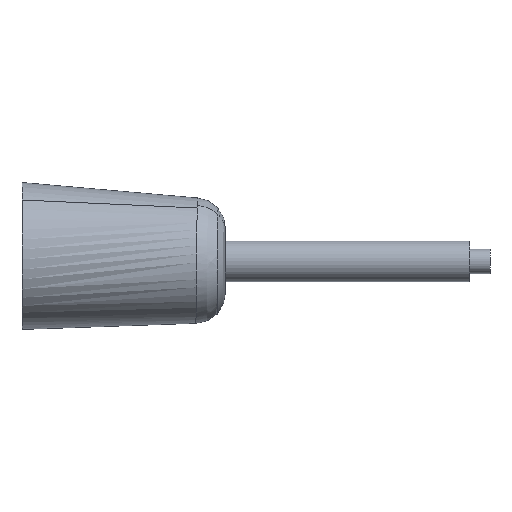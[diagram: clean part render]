
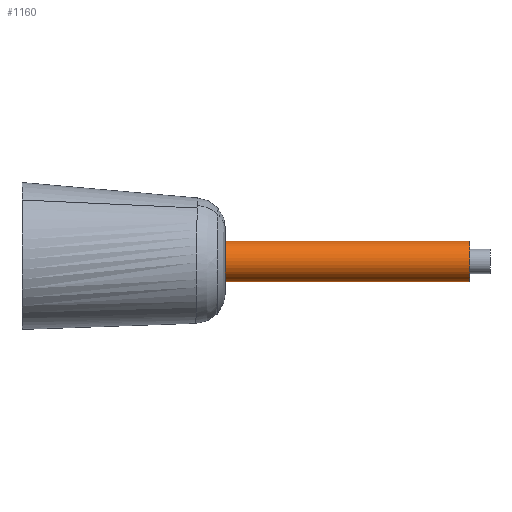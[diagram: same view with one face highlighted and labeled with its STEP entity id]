
A CAD part, left-side view. The second image highlights one B-rep face of the part: STEP entity #1160.
In plain terms, the highlighted cylindrical face has radius 10 mm (diameter 20 mm), a partial arc.
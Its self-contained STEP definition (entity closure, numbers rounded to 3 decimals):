
#41 = DIRECTION ( 'NONE',  ( 0., 1., 0. ) ) ;
#85 = CARTESIAN_POINT ( 'NONE',  ( 0., -220., 0. ) ) ;
#101 = CARTESIAN_POINT ( 'NONE',  ( 0., -220., -10. ) ) ;
#345 = DIRECTION ( 'NONE',  ( 0., 0., 1. ) ) ;
#394 = DIRECTION ( 'NONE',  ( 0., 0., 1. ) ) ;
#429 = DIRECTION ( 'NONE',  ( 0., 1., 0. ) ) ;
#498 = CARTESIAN_POINT ( 'NONE',  ( 0., -220., 10. ) ) ;
#728 = EDGE_CURVE ( 'NONE', #3167, #2521, #1220, .T. ) ;
#752 = FACE_OUTER_BOUND ( 'NONE', #1756, .T. ) ;
#854 = VERTEX_POINT ( 'NONE', #1439 ) ;
#1029 = CIRCLE ( 'NONE', #3358, 10. ) ;
#1100 = DIRECTION ( 'NONE',  ( 0., 1., 0. ) ) ;
#1160 = ADVANCED_FACE ( 'NONE', ( #752 ), #2671, .T. ) ;
#1220 = CIRCLE ( 'NONE', #1362, 10. ) ;
#1223 = ORIENTED_EDGE ( 'NONE', *, *, #728, .T. ) ;
#1289 = CARTESIAN_POINT ( 'NONE',  ( 0., -100., 0. ) ) ;
#1317 = CARTESIAN_POINT ( 'NONE',  ( 0., -220., -10. ) ) ;
#1318 = EDGE_CURVE ( 'NONE', #3167, #3493, #2024, .T. ) ;
#1362 = AXIS2_PLACEMENT_3D ( 'NONE', #1730, #1100, #2371 ) ;
#1439 = CARTESIAN_POINT ( 'NONE',  ( 0., -100., 10. ) ) ;
#1561 = ORIENTED_EDGE ( 'NONE', *, *, #2891, .F. ) ;
#1586 = DIRECTION ( 'NONE',  ( 0., 1., 0. ) ) ;
#1730 = CARTESIAN_POINT ( 'NONE',  ( 0., -220., 0. ) ) ;
#1756 = EDGE_LOOP ( 'NONE', ( #2203, #1223, #3414, #1561 ) ) ;
#2020 = LINE ( 'NONE', #3292, #2824 ) ;
#2024 = LINE ( 'NONE', #1317, #3288 ) ;
#2203 = ORIENTED_EDGE ( 'NONE', *, *, #1318, .F. ) ;
#2371 = DIRECTION ( 'NONE',  ( 0., 0., 1. ) ) ;
#2521 = VERTEX_POINT ( 'NONE', #498 ) ;
#2671 = CYLINDRICAL_SURFACE ( 'NONE', #4017, 10. ) ;
#2824 = VECTOR ( 'NONE', #429, 1000. ) ;
#2891 = EDGE_CURVE ( 'NONE', #3493, #854, #1029, .T. ) ;
#3167 = VERTEX_POINT ( 'NONE', #101 ) ;
#3238 = DIRECTION ( 'NONE',  ( 0., 1., 0. ) ) ;
#3288 = VECTOR ( 'NONE', #41, 1000. ) ;
#3292 = CARTESIAN_POINT ( 'NONE',  ( 0., -220., 10. ) ) ;
#3358 = AXIS2_PLACEMENT_3D ( 'NONE', #1289, #1586, #345 ) ;
#3374 = EDGE_CURVE ( 'NONE', #2521, #854, #2020, .T. ) ;
#3414 = ORIENTED_EDGE ( 'NONE', *, *, #3374, .T. ) ;
#3493 = VERTEX_POINT ( 'NONE', #3931 ) ;
#3931 = CARTESIAN_POINT ( 'NONE',  ( 0., -100., -10. ) ) ;
#4017 = AXIS2_PLACEMENT_3D ( 'NONE', #85, #3238, #394 ) ;
